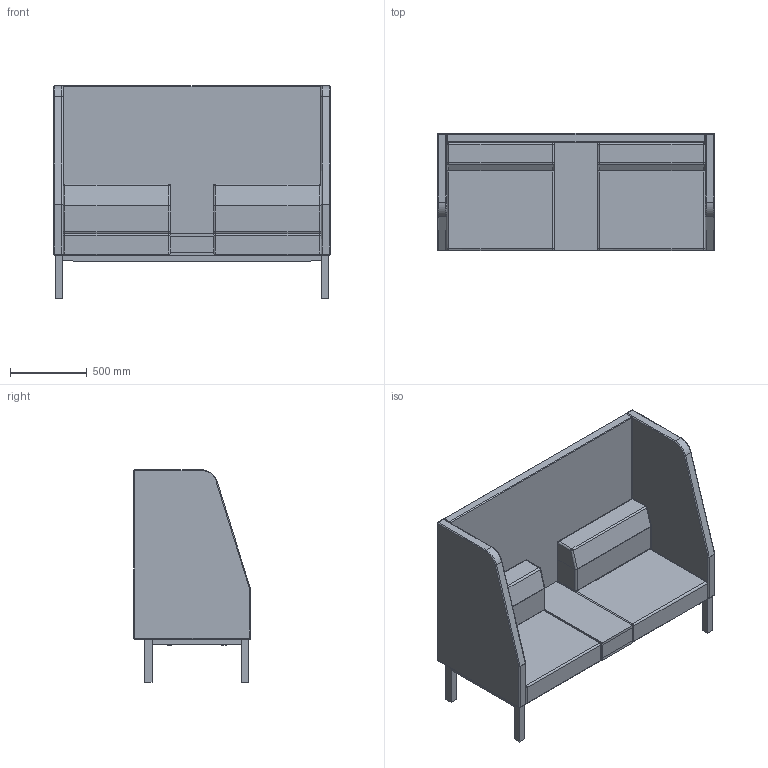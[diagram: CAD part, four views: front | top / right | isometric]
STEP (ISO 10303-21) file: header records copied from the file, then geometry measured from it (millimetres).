
FILE_DESCRIPTION(/* description */ (''),/* implementation_level */ '2;1');
FILE_NAME(/* name */ '5082-136',/* time_stamp */ '2016-09-14T14:05:20+02:00',/* author */ (''),/* organization */ (''),/* preprocessor_version */ 'ST-DEVELOPER v15',/* originating_system */ '',/* authorisation */ '');
FILE_SCHEMA (('CONFIG_CONTROL_DESIGN'));
Length unit declared in the file: millimetre
Products named in the file (1): Document
Bounding box: 1800 x 760 x 1380 mm (x, y, z)
Volume: 355211708.2 mm3; surface area: 13770128.5 mm2
Topology: 19 solids, 23 shells, 304 faces, 618 edges, 356 vertices
Faces by surface type: bspline 174, plane 130
Entity records: 7507 total; most frequent: CARTESIAN_POINT 3574, ORIENTED_EDGE 1188, EDGE_CURVE 610, VERTEX_POINT 348, B_SPLINE_CURVE_WITH_KNOTS 338, ADVANCED_FACE 304, FACE_OUTER_BOUND 304, EDGE_LOOP 304
